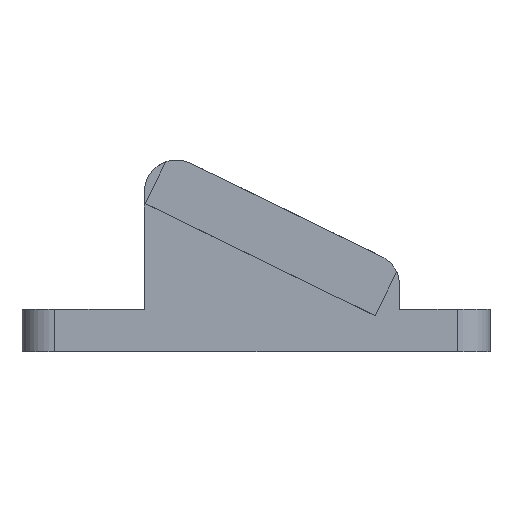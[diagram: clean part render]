
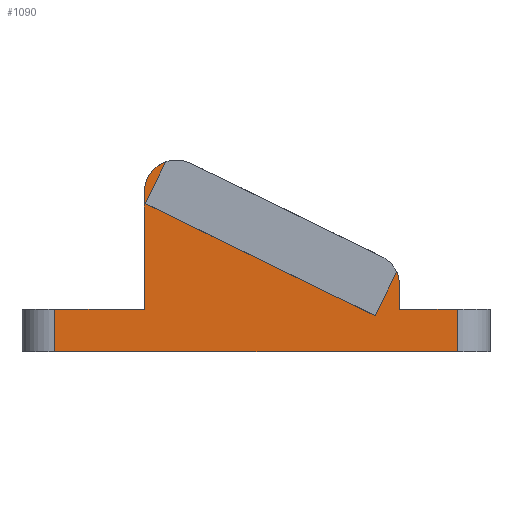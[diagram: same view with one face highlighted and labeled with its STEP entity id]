
A CAD part, left-side view. The second image highlights one B-rep face of the part: STEP entity #1090.
In plain terms, the highlighted planar face has unit normal (-1, 0, 0).
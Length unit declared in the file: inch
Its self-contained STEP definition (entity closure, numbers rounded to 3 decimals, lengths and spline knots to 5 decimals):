
#62=PLANE('',#1210);
#116=FACE_OUTER_BOUND('',#184,.T.);
#184=EDGE_LOOP('',(#901,#902,#903,#904,#905,#906,#907,#908,#909,#910,#911,
#912));
#230=LINE('',#1678,#320);
#259=LINE('',#1858,#349);
#263=LINE('',#1866,#353);
#264=LINE('',#1869,#354);
#268=LINE('',#1876,#358);
#270=LINE('',#1882,#360);
#271=LINE('',#1884,#361);
#272=LINE('',#1886,#362);
#273=LINE('',#1888,#363);
#274=LINE('',#1889,#364);
#320=VECTOR('',#1342,0.3937);
#349=VECTOR('',#1441,0.3937);
#353=VECTOR('',#1451,0.3937);
#354=VECTOR('',#1454,0.3937);
#358=VECTOR('',#1462,0.3937);
#360=VECTOR('',#1470,0.3937);
#361=VECTOR('',#1471,0.3937);
#362=VECTOR('',#1472,0.3937);
#363=VECTOR('',#1473,0.3937);
#364=VECTOR('',#1474,0.3937);
#403=CIRCLE('',#1149,0.125);
#407=CIRCLE('',#1158,0.125);
#464=VERTEX_POINT('',#1614);
#465=VERTEX_POINT('',#1616);
#475=VERTEX_POINT('',#1649);
#476=VERTEX_POINT('',#1650);
#481=VERTEX_POINT('',#1676);
#515=VERTEX_POINT('',#1857);
#516=VERTEX_POINT('',#1864);
#517=VERTEX_POINT('',#1868);
#519=VERTEX_POINT('',#1881);
#520=VERTEX_POINT('',#1883);
#521=VERTEX_POINT('',#1885);
#522=VERTEX_POINT('',#1887);
#569=EDGE_CURVE('',#464,#465,#403,.T.);
#584=EDGE_CURVE('',#475,#476,#407,.T.);
#594=EDGE_CURVE('',#475,#481,#230,.T.);
#647=EDGE_CURVE('',#476,#515,#259,.T.);
#651=EDGE_CURVE('',#516,#464,#263,.T.);
#652=EDGE_CURVE('',#481,#517,#264,.T.);
#656=EDGE_CURVE('',#517,#465,#268,.T.);
#658=EDGE_CURVE('',#519,#516,#270,.T.);
#659=EDGE_CURVE('',#520,#519,#271,.T.);
#660=EDGE_CURVE('',#520,#521,#272,.T.);
#661=EDGE_CURVE('',#521,#522,#273,.T.);
#662=EDGE_CURVE('',#515,#522,#274,.T.);
#901=ORIENTED_EDGE('',*,*,#569,.F.);
#902=ORIENTED_EDGE('',*,*,#651,.F.);
#903=ORIENTED_EDGE('',*,*,#658,.F.);
#904=ORIENTED_EDGE('',*,*,#659,.F.);
#905=ORIENTED_EDGE('',*,*,#660,.T.);
#906=ORIENTED_EDGE('',*,*,#661,.T.);
#907=ORIENTED_EDGE('',*,*,#662,.F.);
#908=ORIENTED_EDGE('',*,*,#647,.F.);
#909=ORIENTED_EDGE('',*,*,#584,.F.);
#910=ORIENTED_EDGE('',*,*,#594,.T.);
#911=ORIENTED_EDGE('',*,*,#652,.T.);
#912=ORIENTED_EDGE('',*,*,#656,.T.);
#1090=ADVANCED_FACE('',(#116),#62,.T.);
#1149=AXIS2_PLACEMENT_3D('',#1617,#1293,#1294);
#1158=AXIS2_PLACEMENT_3D('',#1651,#1321,#1322);
#1210=AXIS2_PLACEMENT_3D('',#1880,#1468,#1469);
#1293=DIRECTION('center_axis',(1.,0.,0.));
#1294=DIRECTION('ref_axis',(0.,0.53,0.848));
#1321=DIRECTION('center_axis',(1.,0.,0.));
#1322=DIRECTION('ref_axis',(0.,-0.848,0.53));
#1342=DIRECTION('',(0.,0.438,-0.899));
#1441=DIRECTION('',(0.,0.,-1.));
#1451=DIRECTION('',(0.,0.,1.));
#1454=DIRECTION('',(0.,0.899,0.438));
#1462=DIRECTION('',(0.,-0.438,0.899));
#1468=DIRECTION('center_axis',(-1.,0.,0.));
#1469=DIRECTION('ref_axis',(0.,-1.,0.));
#1470=DIRECTION('',(0.,-1.,0.));
#1471=DIRECTION('',(0.,0.,1.));
#1472=DIRECTION('',(0.,-1.,0.));
#1473=DIRECTION('',(0.,0.,1.));
#1474=DIRECTION('',(0.,-1.,0.));
#1614=CARTESIAN_POINT('',(-1.54563,0.4369,0.62634));
#1616=CARTESIAN_POINT('',(-1.54563,0.35311,0.74435));
#1617=CARTESIAN_POINT('Origin',(-1.54563,0.3119,0.62634));
#1649=CARTESIAN_POINT('',(-1.54563,-0.54989,0.31459));
#1650=CARTESIAN_POINT('',(-1.54563,-0.5619,0.26112));
#1651=CARTESIAN_POINT('Origin',(-1.54563,-0.4369,0.26112));
#1676=CARTESIAN_POINT('',(-1.54563,-0.46593,0.14246));
#1678=CARTESIAN_POINT('',(-1.54563,-0.31744,-0.16199));
#1857=CARTESIAN_POINT('',(-1.54563,-0.5619,0.16667));
#1858=CARTESIAN_POINT('',(-1.54563,-0.5619,0.20659));
#1864=CARTESIAN_POINT('',(-1.54563,0.4369,0.16667));
#1866=CARTESIAN_POINT('',(-1.54563,0.4369,0.61978));
#1868=CARTESIAN_POINT('',(-1.54563,0.43286,0.58083));
#1869=CARTESIAN_POINT('',(-1.54563,0.46164,0.59487));
#1876=CARTESIAN_POINT('',(-1.54563,0.53337,0.37476));
#1880=CARTESIAN_POINT('Origin',(-1.54563,0.7874,0.));
#1881=CARTESIAN_POINT('',(-1.54563,0.7874,0.16667));
#1882=CARTESIAN_POINT('',(-1.54563,0.7874,0.16667));
#1883=CARTESIAN_POINT('',(-1.54563,0.7874,0.));
#1884=CARTESIAN_POINT('',(-1.54563,0.7874,0.));
#1885=CARTESIAN_POINT('',(-1.54563,-0.7874,0.));
#1886=CARTESIAN_POINT('',(-1.54563,0.7874,0.));
#1887=CARTESIAN_POINT('',(-1.54563,-0.7874,0.16667));
#1888=CARTESIAN_POINT('',(-1.54563,-0.7874,0.));
#1889=CARTESIAN_POINT('',(-1.54563,0.7874,0.16667));
